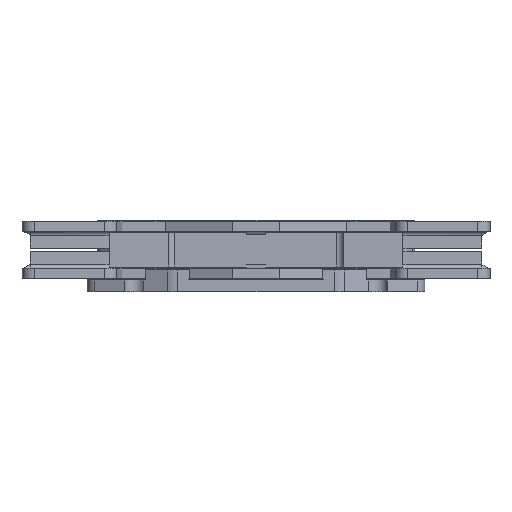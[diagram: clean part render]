
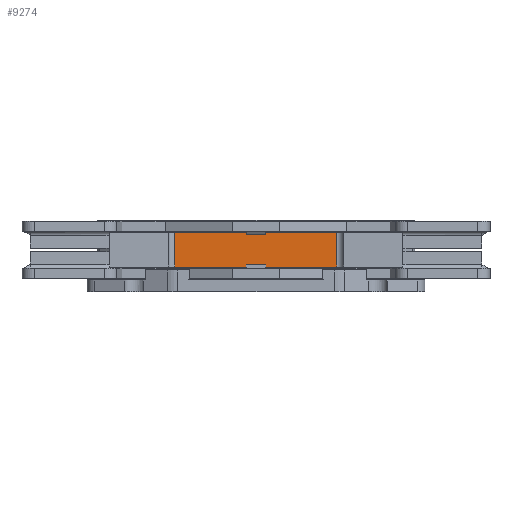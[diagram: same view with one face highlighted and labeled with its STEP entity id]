
A CAD part, front view. The second image highlights one B-rep face of the part: STEP entity #9274.
In plain terms, the highlighted planar face has unit normal (0, -1, 0).
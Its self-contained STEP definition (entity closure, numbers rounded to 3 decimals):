
#896=FACE_OUTER_BOUND('',#1427,.T.);
#1427=EDGE_LOOP('',(#6873,#6874,#6875,#6876,#6877,#6878,#6879,#6880,#6881,
#6882,#6883,#6884));
#1959=LINE('',#14645,#2897);
#1961=LINE('',#14649,#2899);
#2027=LINE('',#22727,#2965);
#2028=LINE('',#22731,#2966);
#2029=LINE('',#22733,#2967);
#2030=LINE('',#22734,#2968);
#2031=LINE('',#22736,#2969);
#2032=LINE('',#22738,#2970);
#2033=LINE('',#22739,#2971);
#2034=LINE('',#22741,#2972);
#2035=LINE('',#22743,#2973);
#2036=LINE('',#22744,#2974);
#2897=VECTOR('',#10867,8.5);
#2899=VECTOR('',#10869,8.55);
#2965=VECTOR('',#11229,4.1);
#2966=VECTOR('',#11232,0.25);
#2967=VECTOR('',#11233,8.55);
#2968=VECTOR('',#11234,4.1);
#2969=VECTOR('',#11235,0.25);
#2970=VECTOR('',#11236,2.35);
#2971=VECTOR('',#11237,0.25);
#2972=VECTOR('',#11238,8.5);
#2973=VECTOR('',#11239,0.25);
#2974=VECTOR('',#11240,2.35);
#3839=VERTEX_POINT('',#14642);
#3840=VERTEX_POINT('',#14644);
#3841=VERTEX_POINT('',#14646);
#3842=VERTEX_POINT('',#14648);
#4001=VERTEX_POINT('',#22725);
#4002=VERTEX_POINT('',#22729);
#4003=VERTEX_POINT('',#22730);
#4004=VERTEX_POINT('',#22732);
#4005=VERTEX_POINT('',#22735);
#4006=VERTEX_POINT('',#22737);
#4007=VERTEX_POINT('',#22740);
#4008=VERTEX_POINT('',#22742);
#4870=EDGE_CURVE('',#3840,#3839,#1959,.T.);
#4872=EDGE_CURVE('',#3842,#3841,#1961,.T.);
#5082=EDGE_CURVE('',#3839,#4001,#2027,.T.);
#5083=EDGE_CURVE('',#4002,#4003,#2028,.T.);
#5084=EDGE_CURVE('',#4003,#4004,#2029,.T.);
#5085=EDGE_CURVE('',#3842,#4004,#2030,.T.);
#5086=EDGE_CURVE('',#3841,#4005,#2031,.T.);
#5087=EDGE_CURVE('',#4006,#4005,#2032,.T.);
#5088=EDGE_CURVE('',#4006,#3840,#2033,.T.);
#5089=EDGE_CURVE('',#4001,#4007,#2034,.T.);
#5090=EDGE_CURVE('',#4007,#4008,#2035,.T.);
#5091=EDGE_CURVE('',#4002,#4008,#2036,.T.);
#6873=ORIENTED_EDGE('',*,*,#5083,.T.);
#6874=ORIENTED_EDGE('',*,*,#5084,.T.);
#6875=ORIENTED_EDGE('',*,*,#5085,.F.);
#6876=ORIENTED_EDGE('',*,*,#4872,.T.);
#6877=ORIENTED_EDGE('',*,*,#5086,.T.);
#6878=ORIENTED_EDGE('',*,*,#5087,.F.);
#6879=ORIENTED_EDGE('',*,*,#5088,.T.);
#6880=ORIENTED_EDGE('',*,*,#4870,.T.);
#6881=ORIENTED_EDGE('',*,*,#5082,.T.);
#6882=ORIENTED_EDGE('',*,*,#5089,.T.);
#6883=ORIENTED_EDGE('',*,*,#5090,.T.);
#6884=ORIENTED_EDGE('',*,*,#5091,.F.);
#8897=PLANE('',#9876);
#9274=ADVANCED_FACE('',(#896),#8897,.T.);
#9876=AXIS2_PLACEMENT_3D('',#22728,#11230,#11231);
#10867=DIRECTION('',(1.,0.,0.));
#10869=DIRECTION('',(1.,0.,0.));
#11229=DIRECTION('',(0.,0.,1.));
#11230=DIRECTION('center_axis',(0.,-1.,0.));
#11231=DIRECTION('ref_axis',(0.,0.,1.));
#11232=DIRECTION('',(0.,0.,1.));
#11233=DIRECTION('',(-1.,0.,0.));
#11234=DIRECTION('',(0.,0.,1.));
#11235=DIRECTION('',(0.,0.,1.));
#11236=DIRECTION('',(-1.,0.,0.));
#11237=DIRECTION('',(0.,0.,-1.));
#11238=DIRECTION('',(-1.,0.,0.));
#11239=DIRECTION('',(0.,0.,-1.));
#11240=DIRECTION('',(1.,0.,0.));
#14642=CARTESIAN_POINT('',(9.675,6.484,124.693));
#14644=CARTESIAN_POINT('',(1.175,6.484,124.693));
#14645=CARTESIAN_POINT('',(-9.725,6.484,124.693));
#14646=CARTESIAN_POINT('',(-1.175,6.484,124.693));
#14648=CARTESIAN_POINT('',(-9.725,6.484,124.693));
#14649=CARTESIAN_POINT('',(-9.725,6.484,124.693));
#22725=CARTESIAN_POINT('',(9.675,6.484,128.793));
#22727=CARTESIAN_POINT('',(9.675,6.484,124.693));
#22728=CARTESIAN_POINT('Origin',(9.675,6.484,124.693));
#22729=CARTESIAN_POINT('',(-1.175,6.484,128.543));
#22730=CARTESIAN_POINT('',(-1.175,6.484,128.793));
#22731=CARTESIAN_POINT('',(-1.175,6.484,128.543));
#22732=CARTESIAN_POINT('',(-9.725,6.484,128.793));
#22733=CARTESIAN_POINT('',(-9.725,6.484,128.793));
#22734=CARTESIAN_POINT('',(-9.725,6.484,124.693));
#22735=CARTESIAN_POINT('',(-1.175,6.484,124.943));
#22736=CARTESIAN_POINT('',(-1.175,6.484,124.943));
#22737=CARTESIAN_POINT('',(1.175,6.484,124.943));
#22738=CARTESIAN_POINT('',(0.,6.484,124.943));
#22739=CARTESIAN_POINT('',(1.175,6.484,124.943));
#22740=CARTESIAN_POINT('',(1.175,6.484,128.793));
#22741=CARTESIAN_POINT('',(-9.725,6.484,128.793));
#22742=CARTESIAN_POINT('',(1.175,6.484,128.543));
#22743=CARTESIAN_POINT('',(1.175,6.484,128.543));
#22744=CARTESIAN_POINT('',(0.,6.484,128.543));
